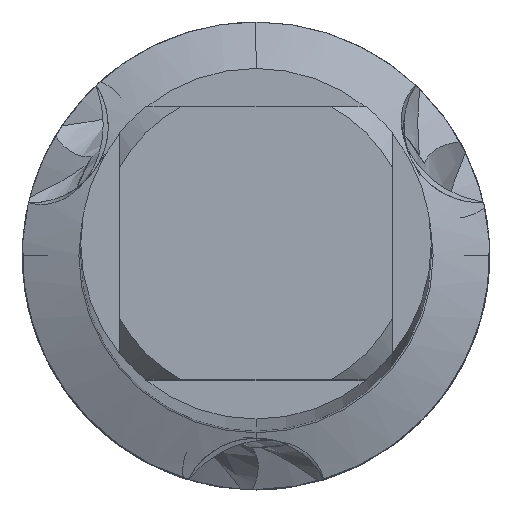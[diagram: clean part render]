
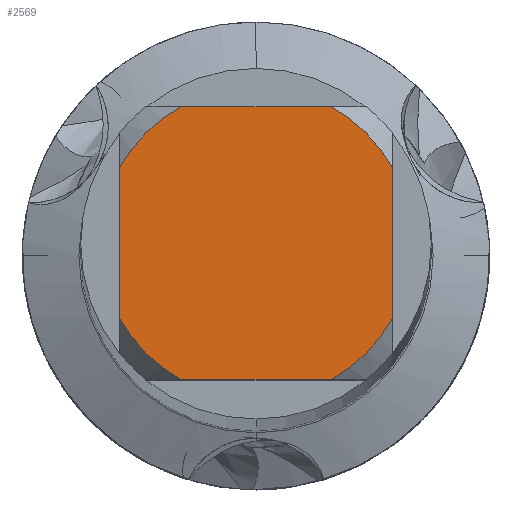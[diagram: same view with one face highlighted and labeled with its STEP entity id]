
A CAD part, top view. The second image highlights one B-rep face of the part: STEP entity #2569.
In plain terms, the highlighted planar face has unit normal (0, 0, 1).
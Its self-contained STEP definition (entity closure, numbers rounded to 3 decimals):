
#1193=EDGE_CURVE('',#2091,#2159,#3501,.T.);
#1199=EDGE_CURVE('',#2091,#2455,#3507,.T.);
#1201=VERTEX_POINT('',#3509);
#1453=EDGE_CURVE('',#1201,#1999,#3786,.T.);
#1471=VERTEX_POINT('',#3806);
#1633=EDGE_CURVE('',#2989,#2267,#3976,.T.);
#1885=EDGE_CURVE('',#2989,#2159,#4253,.T.);
#1999=VERTEX_POINT('',#4377);
#2091=VERTEX_POINT('',#4477);
#2159=VERTEX_POINT('',#4551);
#2267=VERTEX_POINT('',#4665);
#2281=EDGE_CURVE('',#1471,#1999,#4680,.T.);
#2321=EDGE_CURVE('',#1201,#2455,#4723,.T.);
#2455=VERTEX_POINT('',#4865);
#2569=ADVANCED_FACE('',(#4993),#4994,.T.);
#2989=VERTEX_POINT('',#5452);
#3343=EDGE_CURVE('',#1471,#2267,#5844,.T.);
#3501=LINE('',#6255,#6256);
#3507=CIRCLE('',#6295,4.0);
#3509=CARTESIAN_POINT('',(1.936,3.5,0.0));
#3786=CIRCLE('',#6931,4.0);
#3806=CARTESIAN_POINT('',(3.5,-1.936,0.0));
#3976=LINE('',#7445,#7446);
#4253=CIRCLE('',#8292,4.0);
#4377=CARTESIAN_POINT('',(3.5,1.936,0.0));
#4477=CARTESIAN_POINT('',(-3.5,1.936,0.0));
#4551=CARTESIAN_POINT('',(-3.5,-1.936,0.0));
#4665=CARTESIAN_POINT('',(1.936,-3.5,0.0));
#4680=LINE('',#9721,#9722);
#4723=LINE('',#9825,#9826);
#4865=CARTESIAN_POINT('',(-1.936,3.5,0.0));
#4993=FACE_OUTER_BOUND('',#10477,.T.);
#4994=PLANE('',#10478);
#5452=CARTESIAN_POINT('',(-1.936,-3.5,0.0));
#5844=CIRCLE('',#12857,4.0);
#6255=CARTESIAN_POINT('',(-3.5,1.0,0.0));
#6256=VECTOR('',#13284,1.0);
#6295=AXIS2_PLACEMENT_3D('',#13285,#13286,#13287);
#6931=AXIS2_PLACEMENT_3D('',#13596,#13597,#13598);
#7445=CARTESIAN_POINT('',(0.0,-3.5,0.0));
#7446=VECTOR('',#13740,1.0);
#8292=AXIS2_PLACEMENT_3D('',#14094,#14095,#14096);
#9721=CARTESIAN_POINT('',(3.5,1.0,0.0));
#9722=VECTOR('',#14494,1.0);
#9825=CARTESIAN_POINT('',(0.0,3.5,0.0));
#9826=VECTOR('',#14552,1.0);
#10477=EDGE_LOOP('',(#14829,#14830,#14831,#14832,#14833,#14834,#14835,#14836));
#10478=AXIS2_PLACEMENT_3D('',#14837,#14838,#14839);
#12857=AXIS2_PLACEMENT_3D('',#15808,#15809,#15810);
#13284=DIRECTION('',(-0.0,-1.0,0.0));
#13285=CARTESIAN_POINT('',(0.0,0.0,0.0));
#13286=DIRECTION('',(0.0,0.0,-1.0));
#13287=DIRECTION('',(0.0,1.0,0.0));
#13596=CARTESIAN_POINT('',(0.0,0.0,0.0));
#13597=DIRECTION('',(0.0,0.0,-1.0));
#13598=DIRECTION('',(0.0,1.0,0.0));
#13740=DIRECTION('',(1.0,0.0,0.0));
#14094=CARTESIAN_POINT('',(0.0,0.0,0.0));
#14095=DIRECTION('',(0.0,0.0,-1.0));
#14096=DIRECTION('',(0.0,1.0,0.0));
#14494=DIRECTION('',(-0.0,1.0,0.0));
#14552=DIRECTION('',(-1.0,0.0,0.0));
#14829=ORIENTED_EDGE('',*,*,#1193,.T.);
#14830=ORIENTED_EDGE('',*,*,#1885,.F.);
#14831=ORIENTED_EDGE('',*,*,#1633,.T.);
#14832=ORIENTED_EDGE('',*,*,#3343,.F.);
#14833=ORIENTED_EDGE('',*,*,#2281,.T.);
#14834=ORIENTED_EDGE('',*,*,#1453,.F.);
#14835=ORIENTED_EDGE('',*,*,#2321,.T.);
#14836=ORIENTED_EDGE('',*,*,#1199,.F.);
#14837=CARTESIAN_POINT('',(0.0,2.0,0.0));
#14838=DIRECTION('',(-0.0,0.0,1.0));
#14839=DIRECTION('',(0.0,-1.0,0.0));
#15808=CARTESIAN_POINT('',(0.0,0.0,0.0));
#15809=DIRECTION('',(0.0,0.0,-1.0));
#15810=DIRECTION('',(0.0,1.0,0.0));
